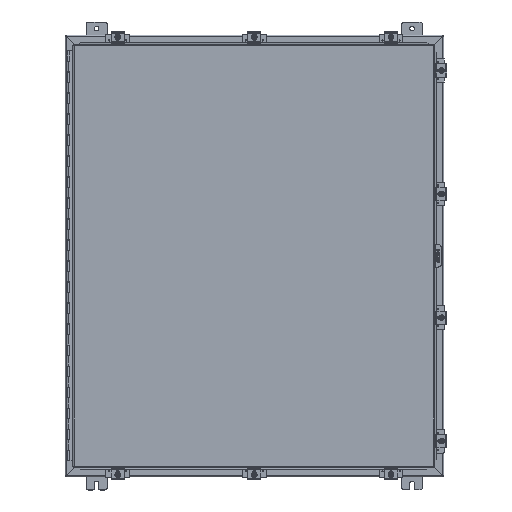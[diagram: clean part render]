
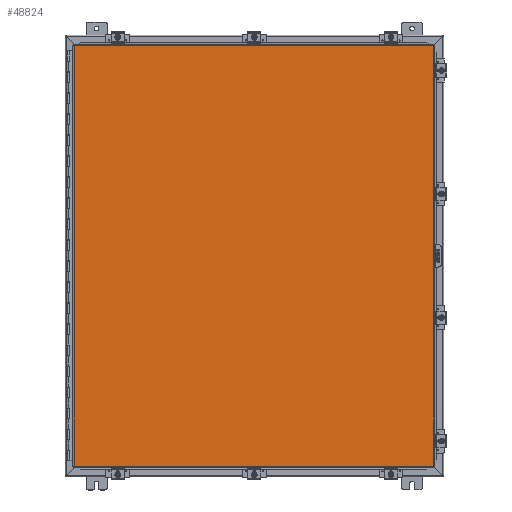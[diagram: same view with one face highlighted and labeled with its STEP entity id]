
A CAD part, top view. The second image highlights one B-rep face of the part: STEP entity #48824.
In plain terms, the highlighted face is planar.
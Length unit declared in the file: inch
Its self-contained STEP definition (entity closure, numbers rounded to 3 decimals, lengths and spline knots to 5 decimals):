
#5418 = VECTOR ( 'NONE', #23821, 39.37008 ) ;
#5426 = PLANE ( 'NONE',  #32236 ) ;
#5603 = CARTESIAN_POINT ( 'NONE',  ( 0., 0., 0. ) ) ;
#6855 = ORIENTED_EDGE ( 'NONE', *, *, #14693, .T. ) ;
#8352 = CARTESIAN_POINT ( 'NONE',  ( -17.08225, 19.9885, 0. ) ) ;
#8659 = VECTOR ( 'NONE', #21485, 39.37008 ) ;
#9328 = CARTESIAN_POINT ( 'NONE',  ( -17.08225, -19.9885, 0. ) ) ;
#9609 = DIRECTION ( 'NONE',  ( 1., 0., 0. ) ) ;
#10358 = CARTESIAN_POINT ( 'NONE',  ( 17.08225, 19.9885, 0. ) ) ;
#11725 = EDGE_CURVE ( 'NONE', #36811, #37555, #14072, .T. ) ;
#14072 = LINE ( 'NONE', #27234, #44736 ) ;
#14693 = EDGE_CURVE ( 'NONE', #32111, #36811, #33154, .T. ) ;
#16053 = LINE ( 'NONE', #27657, #5418 ) ;
#19141 = ORIENTED_EDGE ( 'NONE', *, *, #11725, .T. ) ;
#21102 = EDGE_CURVE ( 'NONE', #36962, #32111, #29756, .T. ) ;
#21485 = DIRECTION ( 'NONE',  ( 0., -1., 0. ) ) ;
#21538 = CARTESIAN_POINT ( 'NONE',  ( 17.08225, 19.9885, 0. ) ) ;
#22077 = DIRECTION ( 'NONE',  ( -1., 0., 0. ) ) ;
#22482 = VECTOR ( 'NONE', #22077, 39.37008 ) ;
#23821 = DIRECTION ( 'NONE',  ( 1., 0., 0. ) ) ;
#25529 = ORIENTED_EDGE ( 'NONE', *, *, #21102, .T. ) ;
#27106 = DIRECTION ( 'NONE',  ( 0., 1., 0. ) ) ;
#27234 = CARTESIAN_POINT ( 'NONE',  ( -17.08225, -19.9885, 0. ) ) ;
#27657 = CARTESIAN_POINT ( 'NONE',  ( -17.08225, 19.9885, 0. ) ) ;
#29756 = LINE ( 'NONE', #21538, #8659 ) ;
#32111 = VERTEX_POINT ( 'NONE', #46017 ) ;
#32236 = AXIS2_PLACEMENT_3D ( 'NONE', #5603, #33418, #9609 ) ;
#33154 = LINE ( 'NONE', #39856, #22482 ) ;
#33418 = DIRECTION ( 'NONE',  ( 0., 0., 1. ) ) ;
#34016 = FACE_OUTER_BOUND ( 'NONE', #41580, .T. ) ;
#36811 = VERTEX_POINT ( 'NONE', #9328 ) ;
#36962 = VERTEX_POINT ( 'NONE', #10358 ) ;
#37555 = VERTEX_POINT ( 'NONE', #8352 ) ;
#38699 = EDGE_CURVE ( 'NONE', #37555, #36962, #16053, .T. ) ;
#39856 = CARTESIAN_POINT ( 'NONE',  ( 17.08225, -19.9885, 0. ) ) ;
#41580 = EDGE_LOOP ( 'NONE', ( #19141, #43543, #25529, #6855 ) ) ;
#43543 = ORIENTED_EDGE ( 'NONE', *, *, #38699, .T. ) ;
#44736 = VECTOR ( 'NONE', #27106, 39.37008 ) ;
#46017 = CARTESIAN_POINT ( 'NONE',  ( 17.08225, -19.9885, 0. ) ) ;
#48824 = ADVANCED_FACE ( 'NONE', ( #34016 ), #5426, .F. ) ;
